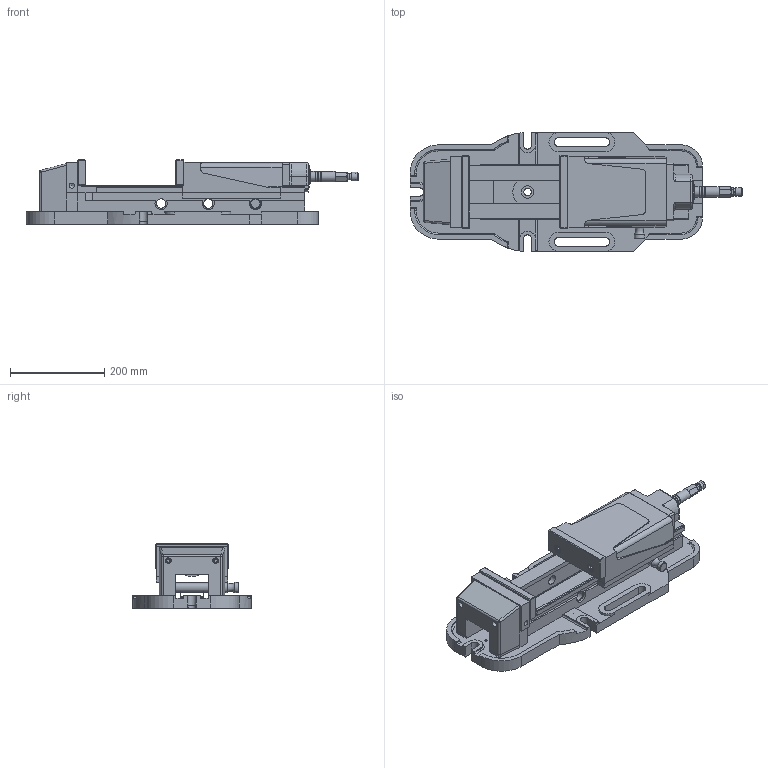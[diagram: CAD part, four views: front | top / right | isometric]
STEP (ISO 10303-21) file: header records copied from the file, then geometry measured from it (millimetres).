
FILE_DESCRIPTION(/* description */ (''),/* implementation_level */ '2;1');
FILE_NAME(/* name */ '3HPP-60.stp',/* time_stamp */ '2015-09-16T08:51:52+08:00',/* author */ ('user'),/* organization */ (''),/* preprocessor_version */ 'ST-DEVELOPER v15.2',/* originating_system */ 'Autodesk Inventor 2014',/* authorisation */ '');
FILE_SCHEMA (('AUTOMOTIVE_DESIGN { 1 0 10303 214 3 1 1 }'));
Length unit declared in the file: millimetre
Products named in the file (26): HPS601 - 本座; HP603 - 鉗口; HP607 - 鎖銷; HP604 - 移動台; HP605 (1) - 押板; HP605(2) - 押板; HP606 - 軸承蓋; HP611 - 子螺桿; HP609 - 內螺桿; HP625 - 注油栓; HP626 - 油注塞活塞; OB3105; OB3055; OB0600; 16分之5; OB1340; ); 鋼珠; HP620 - 彈簧導銷; HP621 - 彈簧調整螺帽; HP622 - 彈簧調整螺絲; HP623 - 油壓切換閥; 5OJ15250ipt; 5OJ15200ipt; D3x12L; HPP-60
Bounding box: 704 x 251.36 x 137 mm (x, y, z)
Volume: 6303604.3 mm3; surface area: 901094.1 mm2
Topology: 42 solids, 42 shells, 1050 faces, 2495 edges, 1603 vertices
Faces by surface type: plane 604, cylinder 307, cone 101, torus 33, sphere 3, bspline 2
Full cylindrical faces by diameter (mm): 1.85 x2, 2.459 x2, 2.8 x1, 3 x3, 3.1 x1, 4.15 x1, 4.3 x1, 5 x13, 5.4 x1, 6.5 x12, 7 x2, 7.6 x1, 7.97 x14, 8 x6, 8.15 x1, 8.5 x1, 9 x13, 9.5 x1, 9.8 x1, 10 x5, 10.5 x4, 11 x1, 12 x18, 12.1 x1, 12.3 x1, 12.4 x1, 12.7 x1, 14 x13, 14.5 x1, 15.5 x5
Entity records: 26455 total; most frequent: CARTESIAN_POINT 6872, DIRECTION 4125, ORIENTED_EDGE 3580, EDGE_CURVE 1790, AXIS2_PLACEMENT_3D 1520, VERTEX_POINT 1267, EDGE_LOOP 1135, LINE 1085
